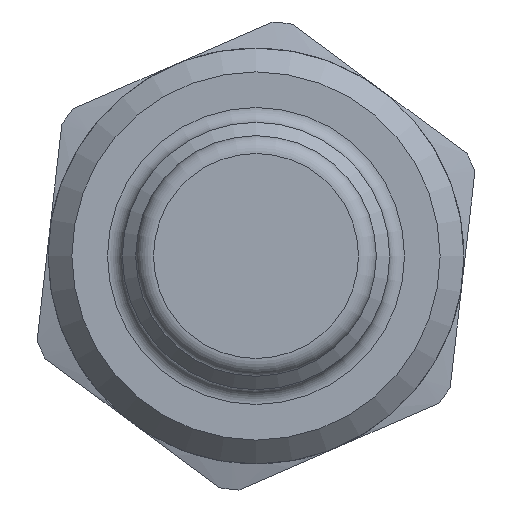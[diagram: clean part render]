
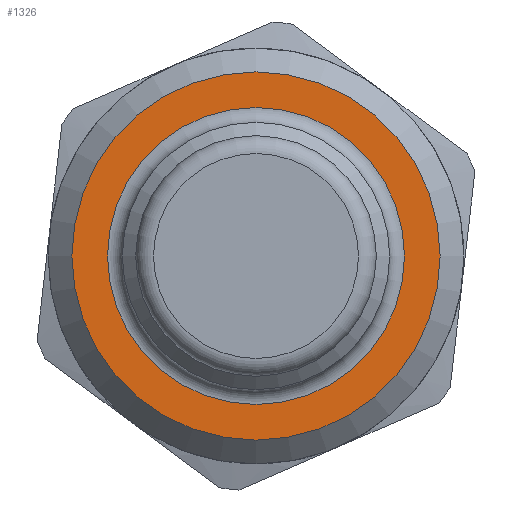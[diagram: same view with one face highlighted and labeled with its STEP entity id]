
A CAD part, left-side view. The second image highlights one B-rep face of the part: STEP entity #1326.
In plain terms, the highlighted planar face has unit normal (-1, 0, 0).
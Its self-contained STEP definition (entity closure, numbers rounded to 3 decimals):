
#1295=CARTESIAN_POINT('',(14.1,5.0,0.));
#1296=VERTEX_POINT('',#1295);
#1297=CARTESIAN_POINT('',(14.1,0.0,0.0));
#1298=DIRECTION('',(-1.0,0.0,0.0));
#1299=DIRECTION('',(0.0,-1.0,0.0));
#1300=AXIS2_PLACEMENT_3D('',#1297,#1298,#1299);
#1301=CIRCLE('',#1300,5.0);
#1302=EDGE_CURVE('',#1296,#1296,#1301,.T.);
#1307=CARTESIAN_POINT('',(14.1,5.75,0.0));
#1308=DIRECTION('',(-1.0,0.0,0.0));
#1309=DIRECTION('',(0.0,0.0,1.0));
#1310=AXIS2_PLACEMENT_3D('',#1307,#1308,#1309);
#1311=PLANE('',#1310);
#1312=CARTESIAN_POINT('',(14.1,6.2,0.));
#1313=VERTEX_POINT('',#1312);
#1314=CARTESIAN_POINT('',(14.1,0.0,0.0));
#1315=DIRECTION('',(1.0,0.0,0.0));
#1316=DIRECTION('',(0.0,-1.0,0.0));
#1317=AXIS2_PLACEMENT_3D('',#1314,#1315,#1316);
#1318=CIRCLE('',#1317,6.2);
#1319=EDGE_CURVE('',#1313,#1313,#1318,.T.);
#1320=ORIENTED_EDGE('',*,*,#1319,.F.);
#1321=EDGE_LOOP('',(#1320));
#1322=FACE_OUTER_BOUND('',#1321,.T.);
#1323=ORIENTED_EDGE('',*,*,#1302,.F.);
#1324=EDGE_LOOP('',(#1323));
#1325=FACE_BOUND('',#1324,.T.);
#1326=ADVANCED_FACE('',(#1322,#1325),#1311,.T.);
